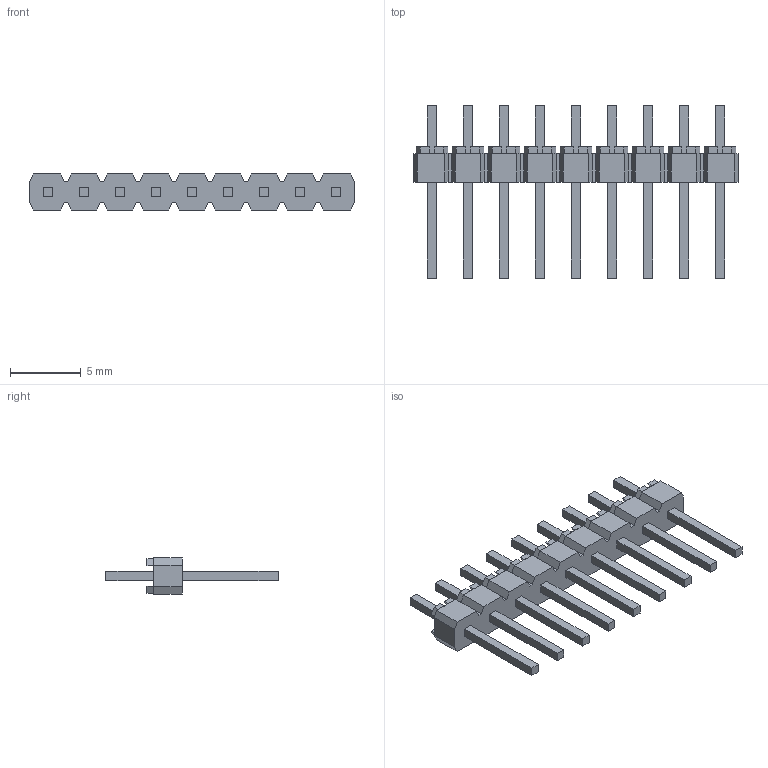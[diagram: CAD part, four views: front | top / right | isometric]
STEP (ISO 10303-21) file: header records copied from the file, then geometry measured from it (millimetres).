
FILE_DESCRIPTION(('STEP AP242'),'1');
FILE_NAME('90120-0129.stp','2018-12-16T19:46:17',('TraceParts'),('TraceParts S.A.'),'Spatial InterOp 3D',' ',' ');
FILE_SCHEMA(('AP242_MANAGED_MODEL_BASED_3D_ENGINEERING_MIM_LF {1 0 10303 442 1 1 4}'));
Length unit declared in the file: millimetre
Products named in the file (1): 90120-0129_1
Bounding box: 22.86 x 12.15 x 2.54 mm (x, y, z)
Volume: 151.2 mm3; surface area: 501.8 mm2
Topology: 1 solids, 1 shells, 344 faces, 882 edges, 612 vertices
Faces by surface type: plane 344
Entity records: 10234 total; most frequent: CARTESIAN_POINT 1804, ORIENTED_EDGE 1728, DIRECTION 1592, EDGE_CURVE 864, LINE 864, VECTOR 864, VERTEX_POINT 576, EDGE_LOOP 398
